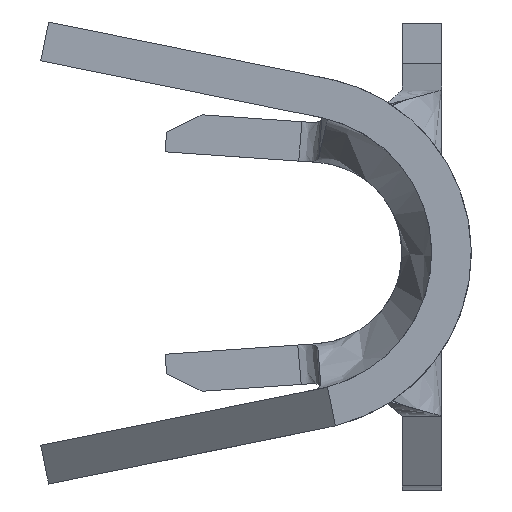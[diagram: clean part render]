
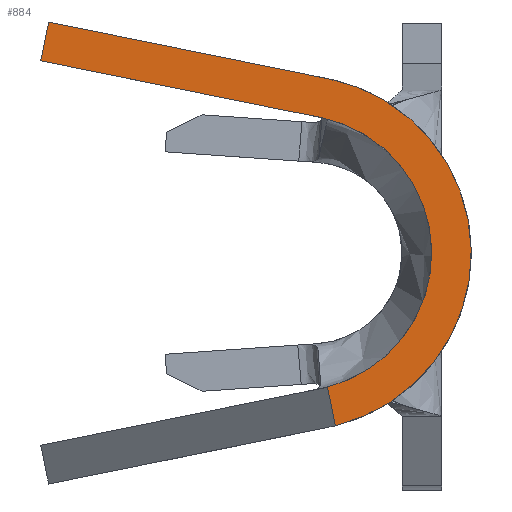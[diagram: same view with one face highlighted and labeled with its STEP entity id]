
A CAD part, left-side view. The second image highlights one B-rep face of the part: STEP entity #884.
In plain terms, the highlighted planar face has unit normal (-1, 0, 0).
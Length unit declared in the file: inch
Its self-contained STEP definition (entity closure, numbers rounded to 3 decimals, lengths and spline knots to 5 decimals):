
#29 = CARTESIAN_POINT ( 'NONE',  ( -0.53, 0.075, 0. ) ) ;
#265 = ORIENTED_EDGE ( 'NONE', *, *, #3084, .F. ) ;
#270 = DIRECTION ( 'NONE',  ( 0., 0., -1. ) ) ;
#274 = VERTEX_POINT ( 'NONE', #1660 ) ;
#282 = AXIS2_PLACEMENT_3D ( 'NONE', #2090, #699, #2093 ) ;
#301 = EDGE_CURVE ( 'NONE', #2924, #1578, #3165, .T. ) ;
#441 = ORIENTED_EDGE ( 'NONE', *, *, #2574, .F. ) ;
#451 = EDGE_CURVE ( 'NONE', #274, #2762, #2634, .T. ) ;
#460 = CIRCLE ( 'NONE', #2982, 0.09 ) ;
#545 = EDGE_CURVE ( 'NONE', #2075, #2924, #1196, .T. ) ;
#629 = CARTESIAN_POINT ( 'NONE',  ( -0.53, 0.203, 0.0974 ) ) ;
#670 = CARTESIAN_POINT ( 'NONE',  ( -0.53, 0.203, 0.0974 ) ) ;
#676 = DIRECTION ( 'NONE',  ( 0., -0.98, -0.199 ) ) ;
#699 = DIRECTION ( 'NONE',  ( 1., 0., 0. ) ) ;
#730 = ORIENTED_EDGE ( 'NONE', *, *, #301, .F. ) ;
#764 = EDGE_LOOP ( 'NONE', ( #3144, #973, #441, #730, #901, #265 ) ) ;
#812 = CARTESIAN_POINT ( 'NONE',  ( -0.53, 0.05381, -0.08747 ) ) ;
#871 = CARTESIAN_POINT ( 'NONE',  ( -0.53, 0.075, 0. ) ) ;
#884 = ADVANCED_FACE ( 'NONE', ( #2929 ), #1127, .F. ) ;
#901 = ORIENTED_EDGE ( 'NONE', *, *, #545, .F. ) ;
#929 = DIRECTION ( 'NONE',  ( 0., 0.98, 0.199 ) ) ;
#973 = ORIENTED_EDGE ( 'NONE', *, *, #451, .T. ) ;
#1083 = CARTESIAN_POINT ( 'NONE',  ( -0.53, 0.07169, 0.00067 ) ) ;
#1093 = CARTESIAN_POINT ( 'NONE',  ( -0.53, 0.19902, 0.117 ) ) ;
#1127 = PLANE ( 'NONE',  #282 ) ;
#1141 = DIRECTION ( 'NONE',  ( 0., 0., -1. ) ) ;
#1157 = VECTOR ( 'NONE', #676, 39.37008 ) ;
#1196 = LINE ( 'NONE', #629, #2957 ) ;
#1578 = VERTEX_POINT ( 'NONE', #3110 ) ;
#1600 = DIRECTION ( 'NONE',  ( 0., -0.199, -0.98 ) ) ;
#1660 = CARTESIAN_POINT ( 'NONE',  ( -0.53, 0.05779, -0.06785 ) ) ;
#1776 = DIRECTION ( 'NONE',  ( 1., 0., 0. ) ) ;
#1933 = VECTOR ( 'NONE', #929, 39.37008 ) ;
#1977 = VECTOR ( 'NONE', #1600, 39.37008 ) ;
#2059 = AXIS2_PLACEMENT_3D ( 'NONE', #871, #2593, #1141 ) ;
#2075 = VERTEX_POINT ( 'NONE', #670 ) ;
#2090 = CARTESIAN_POINT ( 'NONE',  ( -0.53, 0.075, 0. ) ) ;
#2093 = DIRECTION ( 'NONE',  ( 0., 0., -1. ) ) ;
#2399 = CARTESIAN_POINT ( 'NONE',  ( -0.53, 0.0571, 0.0882 ) ) ;
#2400 = CARTESIAN_POINT ( 'NONE',  ( -0.53, 0.06108, 0.0686 ) ) ;
#2544 = VERTEX_POINT ( 'NONE', #2697 ) ;
#2574 = EDGE_CURVE ( 'NONE', #1578, #2762, #460, .T. ) ;
#2593 = DIRECTION ( 'NONE',  ( -1., 0., 0. ) ) ;
#2634 = LINE ( 'NONE', #1083, #1977 ) ;
#2647 = CIRCLE ( 'NONE', #2059, 0.07 ) ;
#2697 = CARTESIAN_POINT ( 'NONE',  ( -0.53, 0.06108, 0.0686 ) ) ;
#2762 = VERTEX_POINT ( 'NONE', #812 ) ;
#2835 = DIRECTION ( 'NONE',  ( 0., -0.199, 0.98 ) ) ;
#2924 = VERTEX_POINT ( 'NONE', #1093 ) ;
#2929 = FACE_OUTER_BOUND ( 'NONE', #764, .T. ) ;
#2957 = VECTOR ( 'NONE', #2835, 39.37008 ) ;
#2982 = AXIS2_PLACEMENT_3D ( 'NONE', #29, #1776, #270 ) ;
#3028 = EDGE_CURVE ( 'NONE', #274, #2544, #2647, .T. ) ;
#3084 = EDGE_CURVE ( 'NONE', #2544, #2075, #3141, .T. ) ;
#3110 = CARTESIAN_POINT ( 'NONE',  ( -0.53, 0.0571, 0.0882 ) ) ;
#3141 = LINE ( 'NONE', #2400, #1933 ) ;
#3144 = ORIENTED_EDGE ( 'NONE', *, *, #3028, .F. ) ;
#3165 = LINE ( 'NONE', #2399, #1157 ) ;
